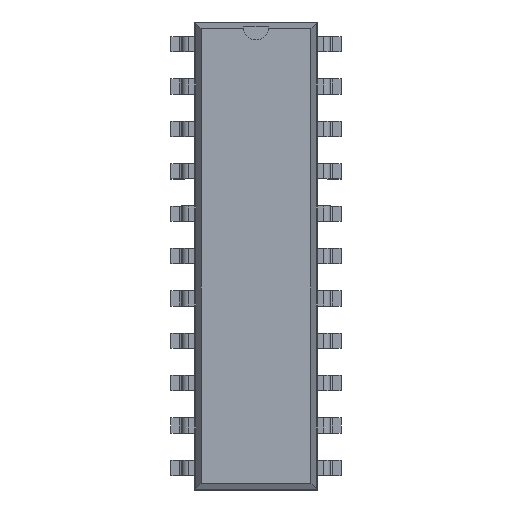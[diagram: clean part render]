
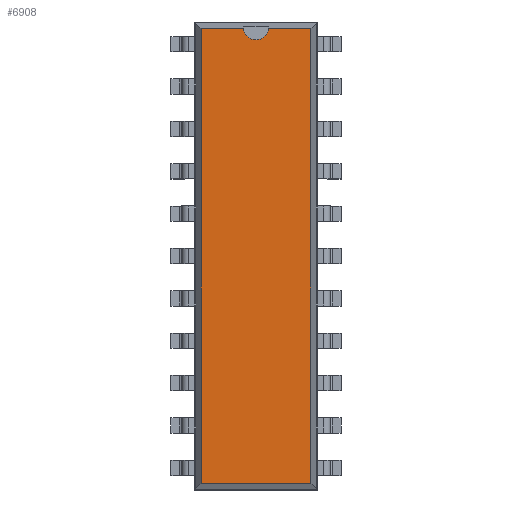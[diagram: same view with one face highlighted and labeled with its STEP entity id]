
A CAD part, top view. The second image highlights one B-rep face of the part: STEP entity #6908.
In plain terms, the highlighted planar face has unit normal (0, 0, 1).
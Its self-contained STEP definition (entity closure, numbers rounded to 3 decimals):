
#27=VECTOR('',#28,1.);
#28=DIRECTION('',(0.,1.,0.));
#34=VECTOR('',#35,1.);
#35=DIRECTION('',(-1.,0.,0.));
#41=VECTOR('',#42,1.);
#42=DIRECTION('',(0.,-1.,0.));
#46=VECTOR('',#47,1.);
#47=DIRECTION('',(1.,0.,0.));
#50=DIRECTION('',(0.,0.,-1.));
#1319=DIRECTION('',(0.,0.,-1.));
#4645=VERTEX_POINT('',#4646);
#4646=CARTESIAN_POINT('',(3.296,13.631,3.68));
#4648=ORIENTED_EDGE('',*,*,#4649,.F.);
#4649=EDGE_CURVE('',#4650,#4645,#4652,.T.);
#4650=VERTEX_POINT('',#4651);
#4651=CARTESIAN_POINT('',(3.296,-13.631,3.68));
#4652=LINE('',#4651,#27);
#5740=VERTEX_POINT('',#5741);
#5741=CARTESIAN_POINT('',(-3.296,13.631,3.68));
#5743=ORIENTED_EDGE('',*,*,#5744,.F.);
#5744=EDGE_CURVE('',#5745,#5740,#5747,.T.);
#5745=VERTEX_POINT('',#5746);
#5746=CARTESIAN_POINT('',(-0.746,13.631,3.68));
#5747=LINE('',#4646,#34);
#5766=VERTEX_POINT('',#5767);
#5767=CARTESIAN_POINT('',(0.746,13.631,3.68));
#5773=ORIENTED_EDGE('',*,*,#5774,.F.);
#5774=EDGE_CURVE('',#4645,#5766,#5747,.T.);
#5815=VERTEX_POINT('',#5816);
#5816=CARTESIAN_POINT('',(-3.296,-13.631,3.68));
#5818=ORIENTED_EDGE('',*,*,#5819,.F.);
#5819=EDGE_CURVE('',#5740,#5815,#5820,.T.);
#5820=LINE('',#5741,#41);
#6903=ORIENTED_EDGE('',*,*,#6904,.F.);
#6904=EDGE_CURVE('',#5815,#4650,#6905,.T.);
#6905=LINE('',#5816,#46);
#6908=ADVANCED_FACE('',(#6909),#6920,.F.);
#6909=FACE_BOUND('',#6910,.F.);
#6910=EDGE_LOOP('',(#4648,#6903,#5818,#5743,#6911,#6918,#5773));
#6911=ORIENTED_EDGE('',*,*,#6912,.F.);
#6912=EDGE_CURVE('',#6913,#5745,#6915,.T.);
#6913=VERTEX_POINT('',#6914);
#6914=CARTESIAN_POINT('',(0.,12.956,3.68));
#6915=CIRCLE('',#6916,0.75);
#6916=AXIS2_PLACEMENT_3D('',#6917,#1319,#42);
#6917=CARTESIAN_POINT('',(0.,13.706,3.68));
#6918=ORIENTED_EDGE('',*,*,#6919,.F.);
#6919=EDGE_CURVE('',#5766,#6913,#6915,.T.);
#6920=PLANE('',#6921);
#6921=AXIS2_PLACEMENT_3D('',#4651,#50,#6922);
#6922=DIRECTION('',(-0.235,0.972,0.));
